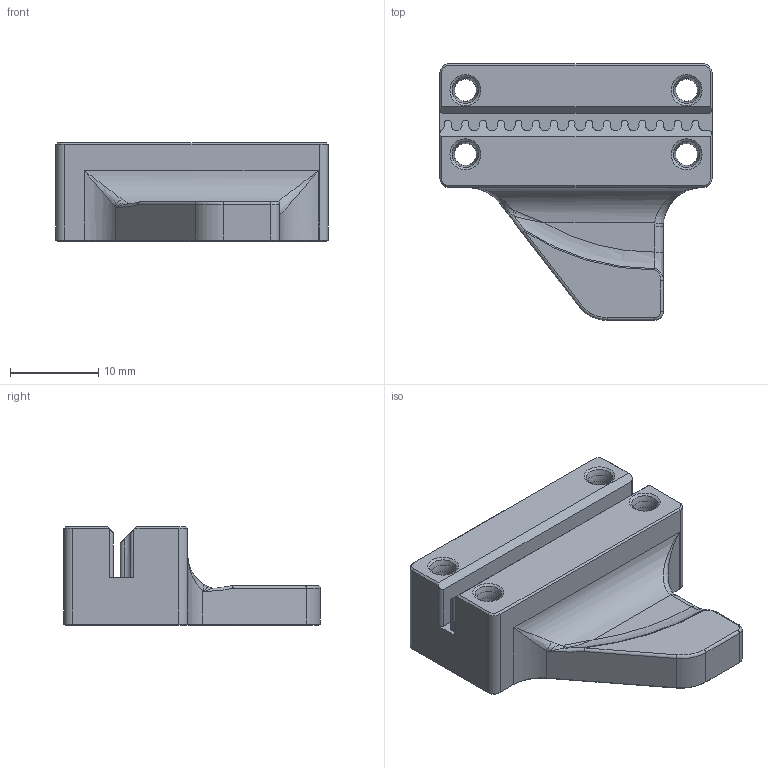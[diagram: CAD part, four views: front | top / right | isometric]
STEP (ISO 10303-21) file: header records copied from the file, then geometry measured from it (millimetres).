
FILE_DESCRIPTION(/* description */ (''),/* implementation_level */ '2;1');
FILE_NAME(/* name */ 'X-Axis Belt clamp Rev.8-RT.stp',/* time_stamp */ '2016-03-10T16:56:44-08:00',/* author */ ('riley'),/* organization */ (''),/* preprocessor_version */ 'ST-DEVELOPER v16.1',/* originating_system */ 'Autodesk Inventor 2016',/* authorisation */ '');
FILE_SCHEMA (('AUTOMOTIVE_DESIGN { 1 0 10303 214 3 1 1 }'));
Length unit declared in the file: millimetre
Products named in the file (1): X-Axis Belt clamp Rev.8
Bounding box: 30.75 x 29 x 11.18 mm (x, y, z)
Volume: 5155.4 mm3; surface area: 3028.1 mm2
Topology: 1 solids, 1 shells, 203 faces, 519 edges, 314 vertices
Faces by surface type: plane 104, cylinder 52, cone 24, torus 13, bspline 9, sphere 1
Full cylindrical faces by diameter (mm): 2.46 x4
Entity records: 6172 total; most frequent: CARTESIAN_POINT 1389, DIRECTION 1004, ORIENTED_EDGE 974, EDGE_CURVE 487, AXIS2_PLACEMENT_3D 363, VERTEX_POINT 310, LINE 278, VECTOR 278
